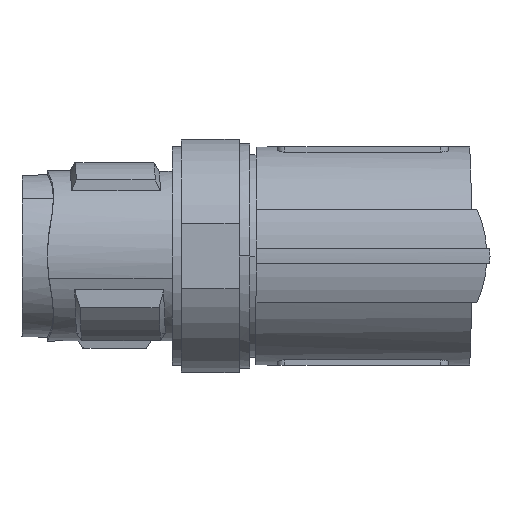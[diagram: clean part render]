
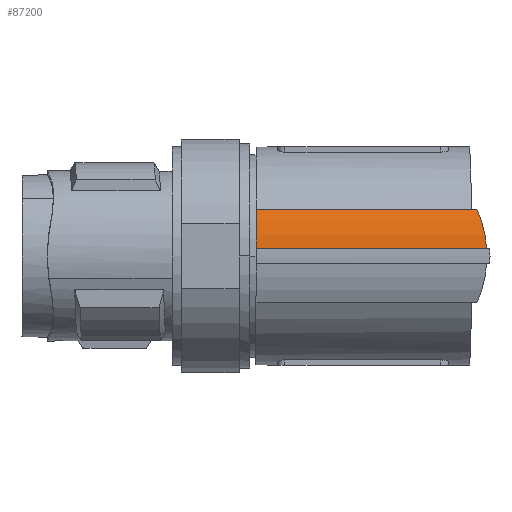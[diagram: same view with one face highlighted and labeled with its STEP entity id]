
A CAD part, left-side view. The second image highlights one B-rep face of the part: STEP entity #87200.
In plain terms, the highlighted cylindrical face has radius 7.3 mm (diameter 14.6 mm), a partial arc.
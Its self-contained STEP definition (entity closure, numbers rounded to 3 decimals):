
#22420=CARTESIAN_POINT('',(-35.405,8.5,
2.996));
#22430=VERTEX_POINT('',#22420);
#22460=CARTESIAN_POINT('',(-28.75,8.5,-0.004)
);
#22470=DIRECTION('',(0.,1.,
0.));
#22480=DIRECTION('',(1.,0.,0.));
#22490=AXIS2_PLACEMENT_3D('',#22460,#22470,#22480);
#22500=CIRCLE('',#22490,7.3);
#22510=CARTESIAN_POINT('',(-36.033,8.5,
0.496));
#22520=VERTEX_POINT('',#22510);
#22530=EDGE_CURVE('',#22520,#22430,#22500,.T.);
#86540=CARTESIAN_POINT('',(-35.405,-5.655,
2.996));
#86550=VERTEX_POINT('',#86540);
#86580=CARTESIAN_POINT('',(-35.405,8.5,
2.996));
#86590=DIRECTION('',(0.,-1.,
0.));
#86600=VECTOR('',#86590,1.);
#86610=LINE('',#86580,#86600);
#86620=EDGE_CURVE('',#22430,#86550,#86610,.T.);
#86810=CARTESIAN_POINT('',(-36.033,-6.283,
0.496));
#86820=VERTEX_POINT('',#86810);
#86850=CARTESIAN_POINT('',(-28.75,1.,-0.004)
);
#86860=DIRECTION('',(0.707,-0.707,
0.));
#86870=DIRECTION('',(0.707,0.707,
0.));
#86880=AXIS2_PLACEMENT_3D('',#86850,#86860,#86870);
#86890=ELLIPSE('',#86880,10.324,7.3);
#86900=EDGE_CURVE('',#86550,#86820,#86890,.T.);
#87040=CARTESIAN_POINT('',(-28.75,8.5,-0.004)
);
#87050=DIRECTION('',(0.,-1.,
0.));
#87060=DIRECTION('',(1.,0.,0.));
#87070=AXIS2_PLACEMENT_3D('',#87040,#87050,#87060);
#87080=CYLINDRICAL_SURFACE('',#87070,7.3);
#87090=ORIENTED_EDGE('',*,*,#86900,.F.);
#87100=CARTESIAN_POINT('',(-36.033,8.5,
0.496));
#87110=DIRECTION('',(0.,-1.,
0.));
#87120=VECTOR('',#87110,1.);
#87130=LINE('',#87100,#87120);
#87140=EDGE_CURVE('',#22520,#86820,#87130,.T.);
#87150=ORIENTED_EDGE('',*,*,#87140,.T.);
#87160=ORIENTED_EDGE('',*,*,#22530,.F.);
#87170=ORIENTED_EDGE('',*,*,#86620,.F.);
#87180=EDGE_LOOP('',(#87170,#87160,#87150,#87090));
#87190=FACE_OUTER_BOUND('',#87180,.T.);
#87200=ADVANCED_FACE('',(#87190),#87080,.T.);
